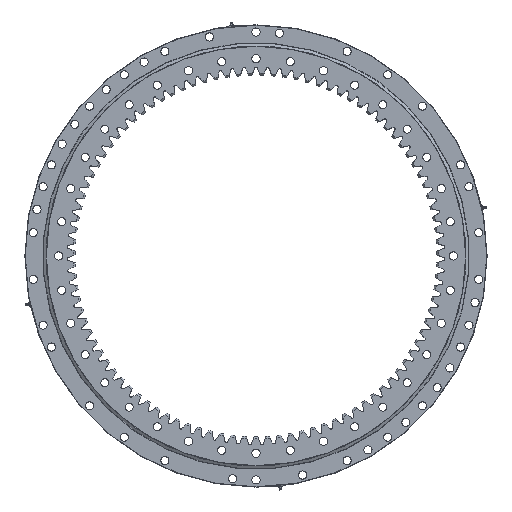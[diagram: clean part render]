
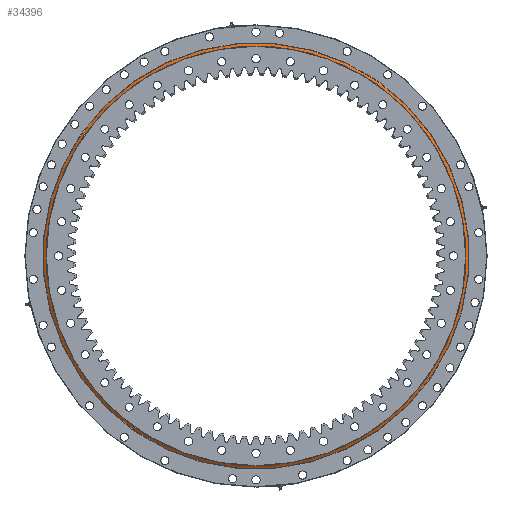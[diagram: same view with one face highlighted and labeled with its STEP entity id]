
A CAD part, top view. The second image highlights one B-rep face of the part: STEP entity #34396.
In plain terms, the highlighted conical face has half-angle 58.57 degrees and reference radius 568 mm.
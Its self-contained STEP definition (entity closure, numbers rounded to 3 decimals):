
#646 = VERTEX_POINT ( 'NONE', #20798 ) ;
#1525 = AXIS2_PLACEMENT_3D ( 'NONE', #27164, #34360, #37502 ) ;
#3387 = CARTESIAN_POINT ( 'NONE',  ( 561., -2.61, 0. ) ) ;
#4122 = FACE_BOUND ( 'NONE', #38954, .T. ) ;
#7874 = DIRECTION ( 'NONE',  ( 0., -1., 0. ) ) ;
#12163 = AXIS2_PLACEMENT_3D ( 'NONE', #35440, #7874, #42462 ) ;
#12566 = CIRCLE ( 'NONE', #37249, 575.544 ) ;
#13269 = DIRECTION ( 'NONE',  ( 0., 0., -1. ) ) ;
#16397 = DIRECTION ( 'NONE',  ( 0., -1., 0. ) ) ;
#20177 = CONICAL_SURFACE ( 'NONE', #1525, 568., 1.022 ) ;
#20798 = CARTESIAN_POINT ( 'NONE',  ( 561., -2.61, -575.544 ) ) ;
#22336 = CIRCLE ( 'NONE', #12163, 568. ) ;
#27164 = CARTESIAN_POINT ( 'NONE',  ( 561., 2., 0. ) ) ;
#28121 = EDGE_CURVE ( 'NONE', #646, #646, #12566, .T. ) ;
#29349 = EDGE_LOOP ( 'NONE', ( #30756 ) ) ;
#30756 = ORIENTED_EDGE ( 'NONE', *, *, #28121, .F. ) ;
#31637 = ORIENTED_EDGE ( 'NONE', *, *, #33830, .T. ) ;
#33830 = EDGE_CURVE ( 'NONE', #42486, #42486, #22336, .T. ) ;
#34360 = DIRECTION ( 'NONE',  ( 0., -1., 0. ) ) ;
#34396 = ADVANCED_FACE ( 'NONE', ( #39496, #4122 ), #20177, .T. ) ;
#35440 = CARTESIAN_POINT ( 'NONE',  ( 561., 2., 0. ) ) ;
#37249 = AXIS2_PLACEMENT_3D ( 'NONE', #3387, #16397, #13269 ) ;
#37502 = DIRECTION ( 'NONE',  ( 0., 0., -1. ) ) ;
#38954 = EDGE_LOOP ( 'NONE', ( #31637 ) ) ;
#39496 = FACE_OUTER_BOUND ( 'NONE', #29349, .T. ) ;
#41624 = CARTESIAN_POINT ( 'NONE',  ( 561., 2., -568. ) ) ;
#42462 = DIRECTION ( 'NONE',  ( 0., 0., -1. ) ) ;
#42486 = VERTEX_POINT ( 'NONE', #41624 ) ;
